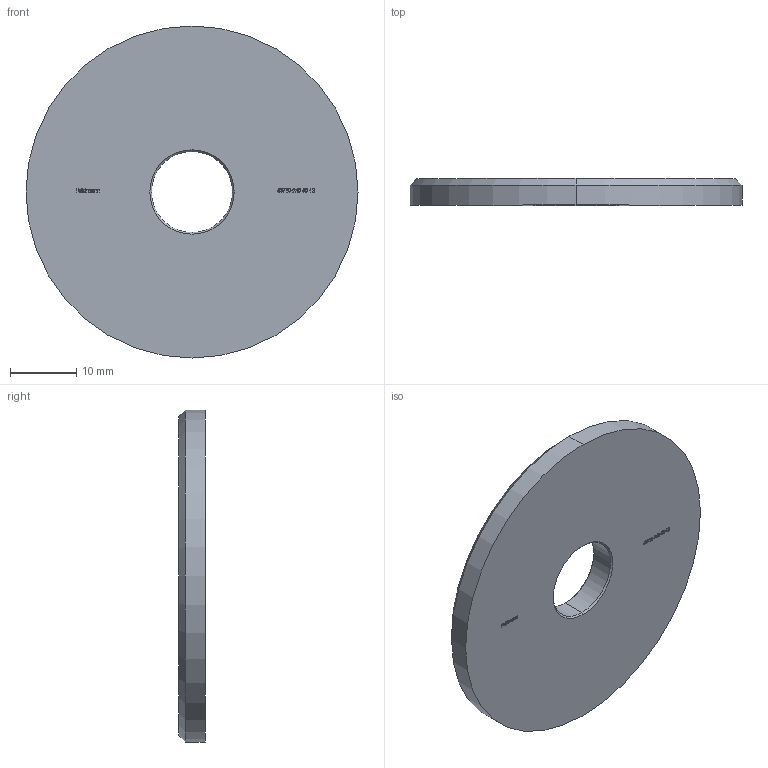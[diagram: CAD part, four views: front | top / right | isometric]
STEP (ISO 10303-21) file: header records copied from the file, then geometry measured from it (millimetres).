
FILE_DESCRIPTION (( 'STEP AP203' ), '1' );
FILE_NAME ('53710-240-50-12.STEP', '2020-09-21T14:17:21', ( '' ), ( '' ), 'SwSTEP 2.0', 'SolidWorks 2018', '' );
FILE_SCHEMA (( 'CONFIG_CONTROL_DESIGN' ));
Length unit declared in the file: millimetre
Products named in the file (2): 53710-240-50-12
Bounding box: 50 x 4 x 50 mm (x, y, z)
Volume: 7306.4 mm3; surface area: 4375.2 mm2
Topology: 1 solids, 1 shells, 283 faces, 747 edges, 496 vertices
Faces by surface type: plane 156, bspline 117, cone 6, cylinder 4
Entity records: 15552 total; most frequent: CARTESIAN_POINT 9173, ORIENTED_EDGE 1494, DIRECTION 863, EDGE_CURVE 747, LINE 499, VECTOR 499, VERTEX_POINT 496, EDGE_LOOP 315
